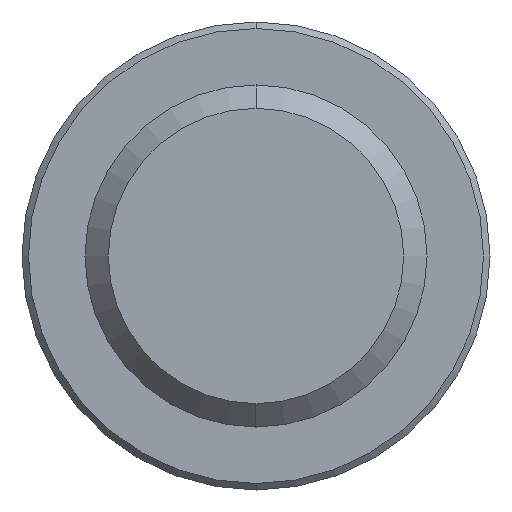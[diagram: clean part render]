
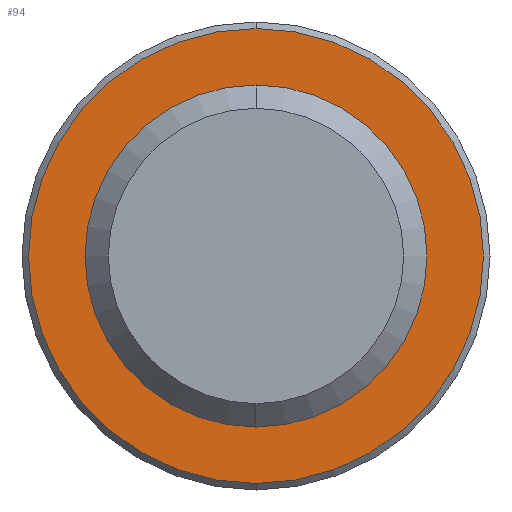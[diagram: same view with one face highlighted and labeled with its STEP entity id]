
A CAD part, front view. The second image highlights one B-rep face of the part: STEP entity #94.
In plain terms, the highlighted planar face has unit normal (0, -1, 0).
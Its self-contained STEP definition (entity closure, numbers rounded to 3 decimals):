
#94=ADVANCED_FACE('',(#202,#203),#204,.F.);
#202=FACE_OUTER_BOUND('',#323,.T.);
#203=FACE_BOUND('',#324,.T.);
#204=PLANE('',#325);
#323=EDGE_LOOP('',(#543,#544,#545));
#324=EDGE_LOOP('',(#546,#547));
#325=AXIS2_PLACEMENT_3D('',#548,#549,#550);
#543=ORIENTED_EDGE('',*,*,#795,.T.);
#544=ORIENTED_EDGE('',*,*,#826,.T.);
#545=ORIENTED_EDGE('',*,*,#796,.T.);
#546=ORIENTED_EDGE('',*,*,#771,.T.);
#547=ORIENTED_EDGE('',*,*,#789,.T.);
#548=CARTESIAN_POINT('',(0.0,0.0,0.0));
#549=DIRECTION('',(0.0,1.0,0.0));
#550=DIRECTION('',(1.0,0.0,-0.0));
#771=EDGE_CURVE('',#939,#937,#940,.T.);
#789=EDGE_CURVE('',#937,#939,#967,.T.);
#795=EDGE_CURVE('',#978,#976,#979,.T.);
#796=EDGE_CURVE('',#969,#978,#980,.T.);
#826=EDGE_CURVE('',#976,#969,#1023,.T.);
#937=VERTEX_POINT('',#1162);
#939=VERTEX_POINT('',#1165);
#940=CIRCLE('',#1166,6.579);
#967=CIRCLE('',#1209,6.579);
#969=VERTEX_POINT('',#1211);
#976=VERTEX_POINT('',#1219);
#978=VERTEX_POINT('',#1222);
#979=CIRCLE('',#1223,8.75);
#980=CIRCLE('',#1224,8.75);
#1023=CIRCLE('',#1350,8.75);
#1162=CARTESIAN_POINT('',(6.579,0.0,0.));
#1165=CARTESIAN_POINT('',(-6.579,0.0,0.0));
#1166=AXIS2_PLACEMENT_3D('',#1492,#1493,#1494);
#1209=AXIS2_PLACEMENT_3D('',#1517,#1518,#1519);
#1211=CARTESIAN_POINT('',(0.,0.,-8.75));
#1219=CARTESIAN_POINT('',(0.,0.,8.75));
#1222=CARTESIAN_POINT('',(8.75,0.,0.0));
#1223=AXIS2_PLACEMENT_3D('',#1528,#1529,#1530);
#1224=AXIS2_PLACEMENT_3D('',#1531,#1532,#1533);
#1350=AXIS2_PLACEMENT_3D('',#1554,#1555,#1556);
#1492=CARTESIAN_POINT('',(0.0,0.0,0.0));
#1493=DIRECTION('',(0.0,1.0,0.0));
#1494=DIRECTION('',(-1.0,0.0,0.0));
#1517=CARTESIAN_POINT('',(0.0,0.0,0.0));
#1518=DIRECTION('',(0.0,1.0,0.0));
#1519=DIRECTION('',(-1.0,0.0,0.0));
#1528=CARTESIAN_POINT('',(0.,0.,0.));
#1529=DIRECTION('',(0.0,-1.0,0.0));
#1530=DIRECTION('',(-1.0,0.0,0.0));
#1531=CARTESIAN_POINT('',(0.,0.,0.));
#1532=DIRECTION('',(0.0,-1.0,0.0));
#1533=DIRECTION('',(-1.0,0.0,0.0));
#1554=CARTESIAN_POINT('',(0.,0.,0.));
#1555=DIRECTION('',(0.0,-1.0,0.0));
#1556=DIRECTION('',(-1.0,0.0,0.0));
